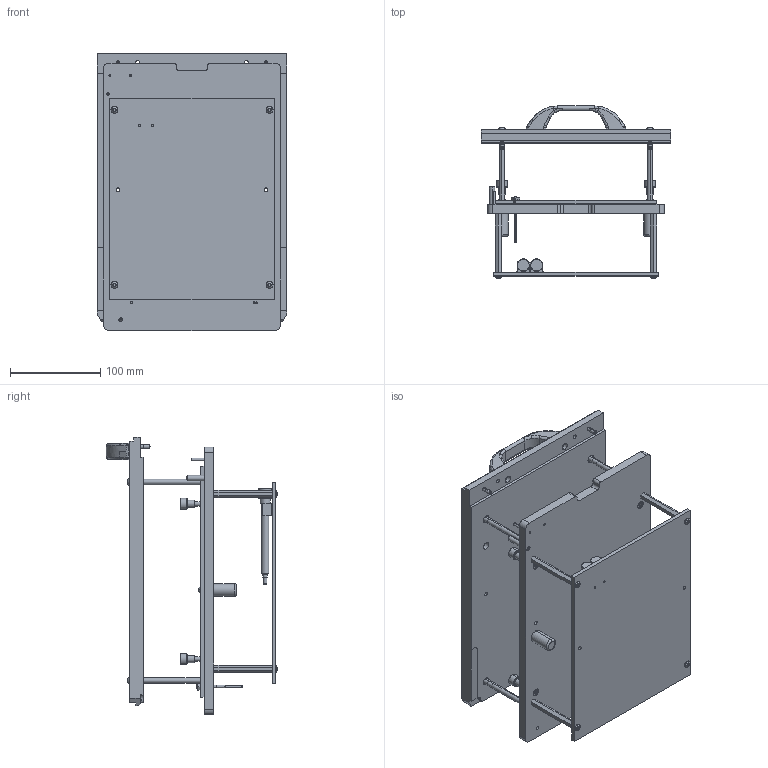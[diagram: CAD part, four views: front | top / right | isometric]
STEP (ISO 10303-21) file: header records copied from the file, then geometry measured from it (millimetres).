
FILE_DESCRIPTION (( 'STEP AP214' ), '1' );
FILE_NAME ('45900-KIT~1.STEP', '2019-09-19T08:36:20', ( '' ), ( '' ), 'SwSTEP 2.0', 'SolidWorks 2018', '' );
FILE_SCHEMA (( 'AUTOMOTIVE_DESIGN' ));
Length unit declared in the file: millimetre
Products named in the file (33): 46008~2; GKS-114-0015~-g-k-s_Hub = 08,0 <S>; 45716~1_flexibel <S>; 43627~0_Hub 22,5mm<Standard>; 53731~0; 45888~1_ohne Transportschrauben <S>; 45889~3_S; DIN912~n_M03,0x012; DIN7991~n_M03,0x006; 2393~0_S; 41367~5_S; DIN6325~n_06,0m6x030; DIN7979~n_04,0m6x020M3; 3699~0_zwei <Standard>; 3917~3_M 3 A; SKB-II~-s-k-i-i_M4,0x65 St; 41899~3_flexiebel <S>; 45900-KIT~1; ISO7380~n_M04,0x012; KS-113-Master~-k-s_KS-113 23; DIN6325~n_03,0m6x024; 45899~1_ICT Stellung (kontaktiert) <S>; ISO7380~n_M03,0x006; 2196~6; 2229~6; ISO7380~n_M04,0x020; 45885~1; 46869~0_S; 41369~1_S; DIN125~n_03,2 M03,0; DIN6325~n_03,0m6x016; 32457~0_S; 45884~1_S
Assembly tree (65 placements, depth 4):
  45900-KIT~1
    45899~1_ICT Stellung (kontaktiert) <S>
      41899~3_flexiebel <S>
        KS-113-Master~-k-s_KS-113 23
        GKS-114-0015~-g-k-s_Hub = 08,0 <S>
        53731~0
        3917~3_M 3 A
      46008~2
      45884~1_S
      45885~1
      43627~0_Hub 22,5mm<Standard>  x4
      2196~6  x2
      2229~6  x2
      46869~0_S  x4
      3699~0_zwei <Standard>
      ISO7380~n_M04,0x012  x10
      DIN6325~n_03,0m6x016
      DIN6325~n_03,0m6x024
      DIN6325~n_06,0m6x030
      DIN7991~n_M03,0x006  x2
      41367~5_S  x2
      SKB-II~-s-k-i-i_M4,0x65 St  x4
    45888~1_ohne Transportschrauben <S>
      45716~1_flexibel <S>
        32457~0_S
        DIN7979~n_04,0m6x020M3  x2
        ISO7380~n_M03,0x006  x2
        41369~1_S  x4
        ISO7380~n_M04,0x020  x4
        DIN912~n_M03,0x012  x2
        2393~0_S  x2
        DIN125~n_03,2 M03,0  x2
      45889~3_S
Bounding box: 210 x 190.2 x 307 mm (x, y, z)
Volume: 1890900.7 mm3; surface area: 504211.4 mm2
Topology: 71 solids, 71 shells, 2731 faces, 6361 edges, 4105 vertices
Faces by surface type: plane 1400, cylinder 893, cone 262, torus 104, bspline 52, sphere 20
Entity records: 78528 total; most frequent: CARTESIAN_POINT 17468, DIRECTION 10193, ORIENTED_EDGE 9222, EDGE_CURVE 4611, AXIS2_PLACEMENT_3D 3746, VERTEX_POINT 3014, LINE 2701, VECTOR 2701
